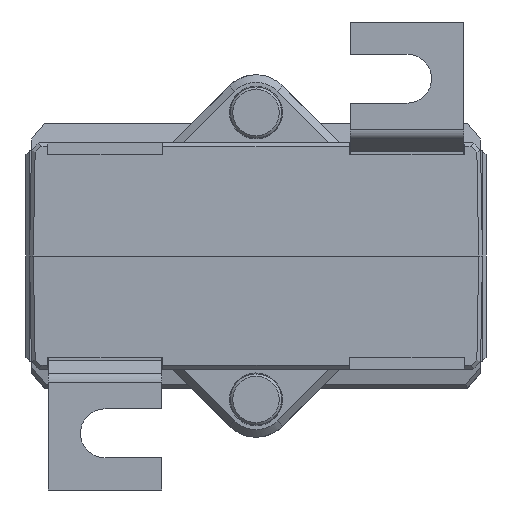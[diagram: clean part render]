
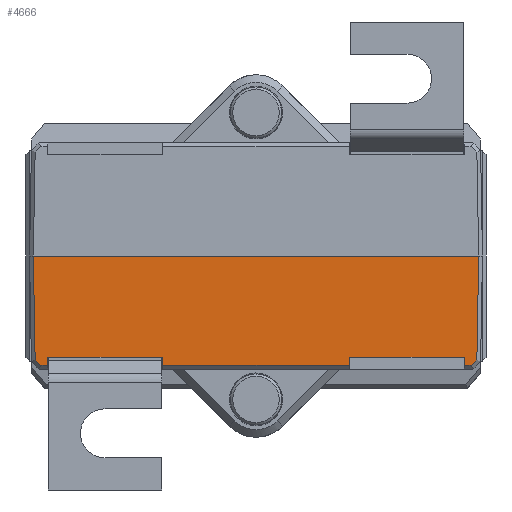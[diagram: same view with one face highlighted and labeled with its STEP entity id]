
A CAD part, front view. The second image highlights one B-rep face of the part: STEP entity #4666.
In plain terms, the highlighted face is planar.
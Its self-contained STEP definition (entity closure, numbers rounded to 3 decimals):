
#3688 = VERTEX_POINT ( 'NONE', #26588 ) ;
#3693 = EDGE_CURVE ( 'NONE', #3697, #3688, #26581, .T. ) ;
#3697 = VERTEX_POINT ( 'NONE', #26486 ) ;
#4239 = ORIENTED_EDGE ( 'NONE', *, *, #4706, .T. ) ;
#4622 = VERTEX_POINT ( 'NONE', #29223 ) ;
#4653 = VERTEX_POINT ( 'NONE', #29375 ) ;
#4656 = VERTEX_POINT ( 'NONE', #29441 ) ;
#4660 = VERTEX_POINT ( 'NONE', #29439 ) ;
#4661 = VERTEX_POINT ( 'NONE', #29431 ) ;
#4666 = ADVANCED_FACE ( 'NONE', ( #29306 ), #29425, .T. ) ;
#4668 = VERTEX_POINT ( 'NONE', #29423 ) ;
#4670 = ORIENTED_EDGE ( 'NONE', *, *, #4696, .F. ) ;
#4672 = EDGE_CURVE ( 'NONE', #4622, #4660, #29417, .T. ) ;
#4696 = EDGE_CURVE ( 'NONE', #4660, #4661, #29443, .T. ) ;
#4700 = EDGE_LOOP ( 'NONE', ( #4670, #4734, #4736, #4740, #4746, #4239, #4715, #4720, #4726, #4716, #4765, #4774, #4728, #4771 ) ) ;
#4706 = EDGE_CURVE ( 'NONE', #4656, #3697, #29487, .T. ) ;
#4707 = VERTEX_POINT ( 'NONE', #29451 ) ;
#4708 = EDGE_CURVE ( 'NONE', #3688, #4711, #29477, .T. ) ;
#4711 = VERTEX_POINT ( 'NONE', #29554 ) ;
#4715 = ORIENTED_EDGE ( 'NONE', *, *, #3693, .T. ) ;
#4716 = ORIENTED_EDGE ( 'NONE', *, *, #4727, .T. ) ;
#4717 = VERTEX_POINT ( 'NONE', #29472 ) ;
#4720 = ORIENTED_EDGE ( 'NONE', *, *, #4708, .T. ) ;
#4722 = EDGE_CURVE ( 'NONE', #4711, #4717, #29507, .T. ) ;
#4726 = ORIENTED_EDGE ( 'NONE', *, *, #4722, .T. ) ;
#4727 = EDGE_CURVE ( 'NONE', #4717, #4732, #29597, .T. ) ;
#4728 = ORIENTED_EDGE ( 'NONE', *, *, #4775, .F. ) ;
#4730 = VERTEX_POINT ( 'NONE', #29599 ) ;
#4731 = EDGE_CURVE ( 'NONE', #4770, #4732, #29509, .T. ) ;
#4732 = VERTEX_POINT ( 'NONE', #29586 ) ;
#4734 = ORIENTED_EDGE ( 'NONE', *, *, #4672, .F. ) ;
#4735 = EDGE_CURVE ( 'NONE', #4668, #4622, #29578, .T. ) ;
#4736 = ORIENTED_EDGE ( 'NONE', *, *, #4735, .F. ) ;
#4737 = EDGE_CURVE ( 'NONE', #4668, #4653, #29560, .T. ) ;
#4740 = ORIENTED_EDGE ( 'NONE', *, *, #4737, .T. ) ;
#4742 = EDGE_CURVE ( 'NONE', #4653, #4656, #29278, .T. ) ;
#4746 = ORIENTED_EDGE ( 'NONE', *, *, #4742, .T. ) ;
#4765 = ORIENTED_EDGE ( 'NONE', *, *, #4731, .F. ) ;
#4767 = EDGE_CURVE ( 'NONE', #4770, #4707, #29607, .T. ) ;
#4770 = VERTEX_POINT ( 'NONE', #29625 ) ;
#4771 = ORIENTED_EDGE ( 'NONE', *, *, #4781, .T. ) ;
#4774 = ORIENTED_EDGE ( 'NONE', *, *, #4767, .T. ) ;
#4775 = EDGE_CURVE ( 'NONE', #4730, #4707, #29671, .T. ) ;
#4781 = EDGE_CURVE ( 'NONE', #4730, #4661, #29610, .T. ) ;
#26486 = CARTESIAN_POINT ( 'NONE',  ( -29.5, -33.501, 0. ) ) ;
#26578 = DIRECTION ( 'NONE',  ( 1., 0., 0. ) ) ;
#26579 = VECTOR ( 'NONE', #26578, 1000. ) ;
#26580 = CARTESIAN_POINT ( 'NONE',  ( -30., -33.501, 0. ) ) ;
#26581 = LINE ( 'NONE', #26580, #26579 ) ;
#26588 = CARTESIAN_POINT ( 'NONE',  ( 29.5, -33.501, 0. ) ) ;
#29223 = CARTESIAN_POINT ( 'NONE',  ( -27.608, -33.267, 13.4 ) ) ;
#29257 = DIRECTION ( 'NONE',  ( -0.719, -0.012, -0.695 ) ) ;
#29276 = VECTOR ( 'NONE', #29257, 1000. ) ;
#29277 = CARTESIAN_POINT ( 'NONE',  ( -29.404, -33.263, 13.636 ) ) ;
#29278 = LINE ( 'NONE', #29277, #29276 ) ;
#29306 = FACE_OUTER_BOUND ( 'NONE', #4700, .T. ) ;
#29361 = DIRECTION ( 'NONE',  ( 0., -1., 0.017 ) ) ;
#29375 = CARTESIAN_POINT ( 'NONE',  ( -28.509, -33.248, 14.5 ) ) ;
#29405 = VECTOR ( 'NONE', #29411, 1000. ) ;
#29411 = DIRECTION ( 'NONE',  ( 1., 0., 0. ) ) ;
#29412 = CARTESIAN_POINT ( 'NONE',  ( -30., -33.267, 13.4 ) ) ;
#29413 = DIRECTION ( 'NONE',  ( 0., -0.017, -1. ) ) ;
#29417 = LINE ( 'NONE', #29412, #29405 ) ;
#29418 = CARTESIAN_POINT ( 'NONE',  ( -30., -33.501, 0. ) ) ;
#29423 = CARTESIAN_POINT ( 'NONE',  ( -27.618, -33.248, 14.5 ) ) ;
#29424 = AXIS2_PLACEMENT_3D ( 'NONE', #29418, #29361, #29413 ) ;
#29425 = PLANE ( 'NONE',  #29424 ) ;
#29431 = CARTESIAN_POINT ( 'NONE',  ( -12.382, -33.248, 14.5 ) ) ;
#29439 = CARTESIAN_POINT ( 'NONE',  ( -12.392, -33.267, 13.4 ) ) ;
#29441 = CARTESIAN_POINT ( 'NONE',  ( -29.259, -33.261, 13.776 ) ) ;
#29442 = CARTESIAN_POINT ( 'NONE',  ( -12.51, -33.504, -0.153 ) ) ;
#29443 = LINE ( 'NONE', #29442, #29502 ) ;
#29451 = CARTESIAN_POINT ( 'NONE',  ( 12.392, -33.267, 13.4 ) ) ;
#29472 = CARTESIAN_POINT ( 'NONE',  ( 28.509, -33.248, 14.5 ) ) ;
#29473 = CARTESIAN_POINT ( 'NONE',  ( 28.368, -33.246, 14.636 ) ) ;
#29474 = DIRECTION ( 'NONE',  ( -0.017, 0.017, 1. ) ) ;
#29475 = VECTOR ( 'NONE', #29474, 1000. ) ;
#29476 = CARTESIAN_POINT ( 'NONE',  ( 29.482, -33.483, 1.038 ) ) ;
#29477 = LINE ( 'NONE', #29476, #29475 ) ;
#29479 = DIRECTION ( 'NONE',  ( -0.017, -0.017, -1. ) ) ;
#29480 = VECTOR ( 'NONE', #29479, 1000. ) ;
#29481 = DIRECTION ( 'NONE',  ( -0.719, 0.012, 0.695 ) ) ;
#29486 = CARTESIAN_POINT ( 'NONE',  ( -29.5, -33.501, -0.009 ) ) ;
#29487 = LINE ( 'NONE', #29486, #29480 ) ;
#29501 = DIRECTION ( 'NONE',  ( 0.009, 0.017, 1. ) ) ;
#29502 = VECTOR ( 'NONE', #29501, 1000. ) ;
#29507 = LINE ( 'NONE', #29473, #29546 ) ;
#29508 = CARTESIAN_POINT ( 'NONE',  ( 27.487, -33.51, -0.502 ) ) ;
#29509 = LINE ( 'NONE', #29508, #29581 ) ;
#29546 = VECTOR ( 'NONE', #29481, 1000. ) ;
#29554 = CARTESIAN_POINT ( 'NONE',  ( 29.259, -33.261, 13.775 ) ) ;
#29556 = DIRECTION ( 'NONE',  ( -1., 0., 0. ) ) ;
#29557 = VECTOR ( 'NONE', #29556, 1000. ) ;
#29558 = CARTESIAN_POINT ( 'NONE',  ( -28.72, -33.248, 14.5 ) ) ;
#29560 = LINE ( 'NONE', #29558, #29557 ) ;
#29563 = DIRECTION ( 'NONE',  ( 0.009, -0.017, -1. ) ) ;
#29564 = VECTOR ( 'NONE', #29563, 1000. ) ;
#29577 = CARTESIAN_POINT ( 'NONE',  ( -27.491, -33.501, 0.022 ) ) ;
#29578 = LINE ( 'NONE', #29577, #29564 ) ;
#29580 = DIRECTION ( 'NONE',  ( 0.009, 0.017, 1. ) ) ;
#29581 = VECTOR ( 'NONE', #29580, 1000. ) ;
#29586 = CARTESIAN_POINT ( 'NONE',  ( 27.618, -33.248, 14.5 ) ) ;
#29593 = DIRECTION ( 'NONE',  ( -1., 0., 0. ) ) ;
#29594 = VECTOR ( 'NONE', #29593, 1000. ) ;
#29595 = CARTESIAN_POINT ( 'NONE',  ( -28.72, -33.248, 14.5 ) ) ;
#29597 = LINE ( 'NONE', #29595, #29594 ) ;
#29599 = CARTESIAN_POINT ( 'NONE',  ( 12.382, -33.248, 14.5 ) ) ;
#29607 = LINE ( 'NONE', #29620, #29618 ) ;
#29609 = CARTESIAN_POINT ( 'NONE',  ( -28.72, -33.248, 14.5 ) ) ;
#29610 = LINE ( 'NONE', #29609, #29655 ) ;
#29618 = VECTOR ( 'NONE', #29672, 1000. ) ;
#29620 = CARTESIAN_POINT ( 'NONE',  ( -30., -33.267, 13.4 ) ) ;
#29625 = CARTESIAN_POINT ( 'NONE',  ( 27.608, -33.267, 13.4 ) ) ;
#29654 = DIRECTION ( 'NONE',  ( -1., 0., 0. ) ) ;
#29655 = VECTOR ( 'NONE', #29654, 1000. ) ;
#29662 = DIRECTION ( 'NONE',  ( 0.009, -0.017, -1. ) ) ;
#29663 = VECTOR ( 'NONE', #29662, 1000. ) ;
#29664 = CARTESIAN_POINT ( 'NONE',  ( 12.505, -33.495, 0.371 ) ) ;
#29671 = LINE ( 'NONE', #29664, #29663 ) ;
#29672 = DIRECTION ( 'NONE',  ( -1., 0., 0. ) ) ;
